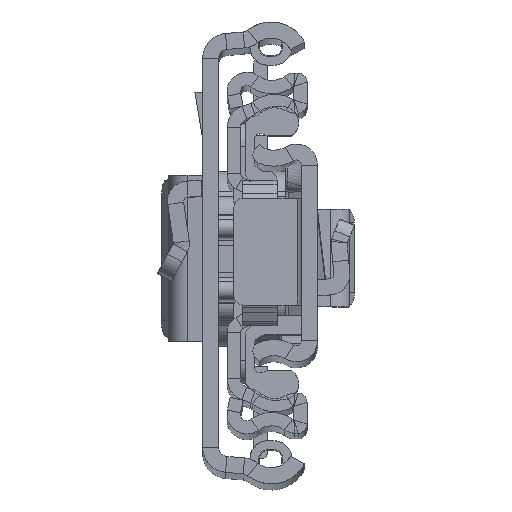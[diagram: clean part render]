
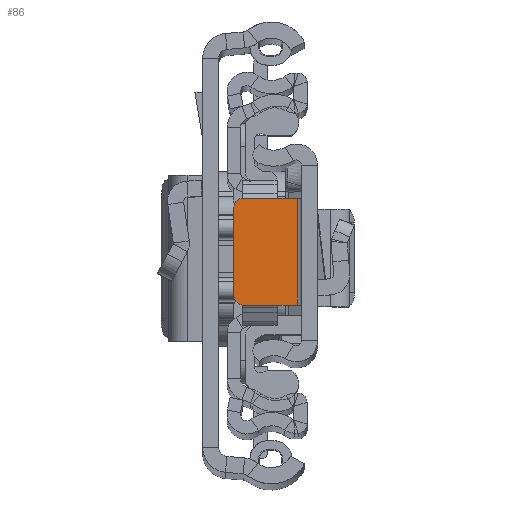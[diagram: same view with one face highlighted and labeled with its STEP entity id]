
A CAD part, top view. The second image highlights one B-rep face of the part: STEP entity #86.
In plain terms, the highlighted planar face has unit normal (0, 0, 1).
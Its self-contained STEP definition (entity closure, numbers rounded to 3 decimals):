
#86 = ADVANCED_FACE ( 'NONE', ( #2020 ), #15929, .T. ) ;
#265 = CARTESIAN_POINT ( 'NONE',  ( -2.3, 6.151, -6.8 ) ) ;
#520 = AXIS2_PLACEMENT_3D ( 'NONE', #29574, #18218, #9272 ) ;
#557 = CIRCLE ( 'NONE', #8751, 1. ) ;
#1061 = CARTESIAN_POINT ( 'NONE',  ( -8.4, 6.151, -6.8 ) ) ;
#2020 = FACE_OUTER_BOUND ( 'NONE', #16251, .T. ) ;
#2231 = DIRECTION ( 'NONE',  ( 0., -1., 0. ) ) ;
#2925 = CARTESIAN_POINT ( 'NONE',  ( -1.8, 6.151, -6.8 ) ) ;
#3000 = CARTESIAN_POINT ( 'NONE',  ( -8.4, -5.849, -6.8 ) ) ;
#3892 = VECTOR ( 'NONE', #5035, 1000. ) ;
#4946 = LINE ( 'NONE', #265, #29857 ) ;
#5035 = DIRECTION ( 'NONE',  ( 1., 0., 0. ) ) ;
#5054 = VERTEX_POINT ( 'NONE', #25555 ) ;
#5489 = DIRECTION ( 'NONE',  ( 0., 1., 0. ) ) ;
#5557 = DIRECTION ( 'NONE',  ( -1., 0., 0. ) ) ;
#6521 = DIRECTION ( 'NONE',  ( 1., 0., 0. ) ) ;
#7902 = CARTESIAN_POINT ( 'NONE',  ( -9.4, 6.151, -6.8 ) ) ;
#7993 = ORIENTED_EDGE ( 'NONE', *, *, #16389, .F. ) ;
#8751 = AXIS2_PLACEMENT_3D ( 'NONE', #9170, #18405, #13845 ) ;
#9147 = VERTEX_POINT ( 'NONE', #29647 ) ;
#9170 = CARTESIAN_POINT ( 'NONE',  ( -8.4, -4.849, -6.8 ) ) ;
#9272 = DIRECTION ( 'NONE',  ( 1., 0., 0. ) ) ;
#9366 = VERTEX_POINT ( 'NONE', #3000 ) ;
#9959 = ORIENTED_EDGE ( 'NONE', *, *, #12534, .F. ) ;
#10013 = LINE ( 'NONE', #2925, #3892 ) ;
#11765 = EDGE_CURVE ( 'NONE', #23980, #5054, #28840, .T. ) ;
#12054 = ORIENTED_EDGE ( 'NONE', *, *, #25156, .F. ) ;
#12534 = EDGE_CURVE ( 'NONE', #9147, #9366, #12943, .T. ) ;
#12943 = LINE ( 'NONE', #26570, #15350 ) ;
#13751 = VERTEX_POINT ( 'NONE', #29320 ) ;
#13762 = DIRECTION ( 'NONE',  ( 0., 0., 1. ) ) ;
#13845 = DIRECTION ( 'NONE',  ( 1., 0., 0. ) ) ;
#15350 = VECTOR ( 'NONE', #5557, 1000. ) ;
#15773 = AXIS2_PLACEMENT_3D ( 'NONE', #16034, #13762, #6521 ) ;
#15929 = PLANE ( 'NONE',  #520 ) ;
#16034 = CARTESIAN_POINT ( 'NONE',  ( -8.4, 5.151, -6.8 ) ) ;
#16229 = ORIENTED_EDGE ( 'NONE', *, *, #18314, .F. ) ;
#16251 = EDGE_LOOP ( 'NONE', ( #16229, #18251, #9959, #12054, #7993, #19169 ) ) ;
#16389 = EDGE_CURVE ( 'NONE', #23980, #13751, #10013, .T. ) ;
#16587 = VECTOR ( 'NONE', #5489, 1000. ) ;
#16716 = VERTEX_POINT ( 'NONE', #26043 ) ;
#17473 = EDGE_CURVE ( 'NONE', #16716, #9366, #557, .T. ) ;
#17843 = LINE ( 'NONE', #7902, #16587 ) ;
#18218 = DIRECTION ( 'NONE',  ( 0., 0., 1. ) ) ;
#18251 = ORIENTED_EDGE ( 'NONE', *, *, #17473, .T. ) ;
#18314 = EDGE_CURVE ( 'NONE', #16716, #5054, #17843, .T. ) ;
#18405 = DIRECTION ( 'NONE',  ( 0., 0., 1. ) ) ;
#19169 = ORIENTED_EDGE ( 'NONE', *, *, #11765, .T. ) ;
#23980 = VERTEX_POINT ( 'NONE', #1061 ) ;
#25156 = EDGE_CURVE ( 'NONE', #13751, #9147, #4946, .T. ) ;
#25555 = CARTESIAN_POINT ( 'NONE',  ( -9.4, 5.151, -6.8 ) ) ;
#26043 = CARTESIAN_POINT ( 'NONE',  ( -9.4, -4.849, -6.8 ) ) ;
#26570 = CARTESIAN_POINT ( 'NONE',  ( -9.4, -5.849, -6.8 ) ) ;
#28840 = CIRCLE ( 'NONE', #15773, 1. ) ;
#29320 = CARTESIAN_POINT ( 'NONE',  ( -2.3, 6.151, -6.8 ) ) ;
#29574 = CARTESIAN_POINT ( 'NONE',  ( 0., 0., -6.8 ) ) ;
#29647 = CARTESIAN_POINT ( 'NONE',  ( -2.3, -5.849, -6.8 ) ) ;
#29857 = VECTOR ( 'NONE', #2231, 1000. ) ;
